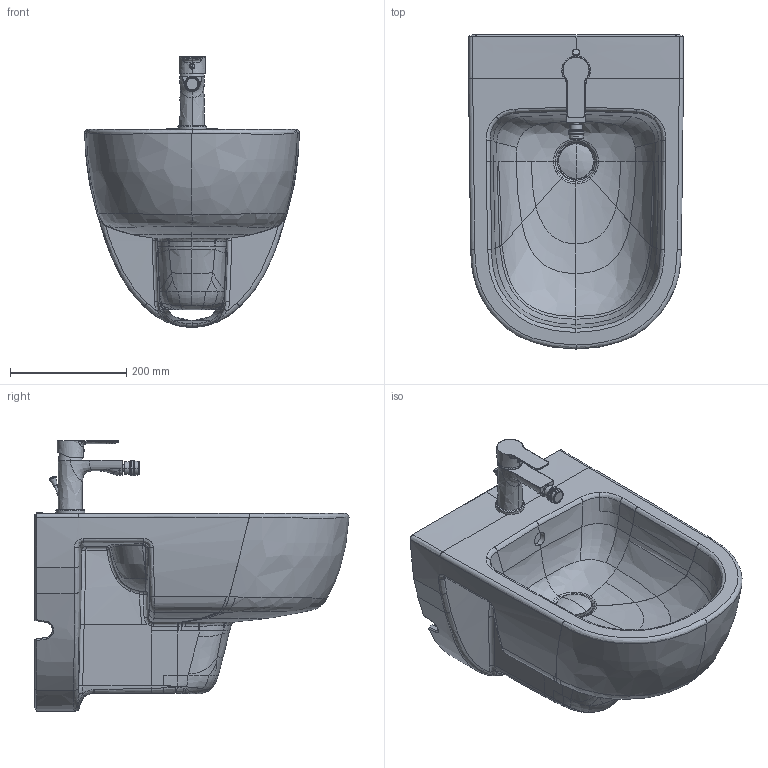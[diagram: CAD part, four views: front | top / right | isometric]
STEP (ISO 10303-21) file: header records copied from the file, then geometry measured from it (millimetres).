
FILE_DESCRIPTION(/* description */ (''),/* implementation_level */ '2;1');
FILE_NAME(/* name */ '272315',/* time_stamp */ '2024-11-27T08:04:22+01:00',/* author */ (''),/* organization */ (''),/* preprocessor_version */ 'ST-DEVELOPER v15',/* originating_system */ '',/* authorisation */ '');
FILE_SCHEMA (('AUTOMOTIVE_DESIGN'));
Length unit declared in the file: millimetre
Products named in the file (1): Document
Bounding box: 369.61 x 539.55 x 465.07 mm (x, y, z)
Volume: 26123 mm3; surface area: 1082010.7 mm2
Topology: 3 solids, 753 shells, 942 faces, 3936 edges, 3734 vertices
Faces by surface type: bspline 854, plane 88
Entity records: 129997 total; most frequent: CARTESIAN_POINT 108485, ORIENTED_EDGE 4336, EDGE_CURVE 3908, VERTEX_POINT 3734, B_SPLINE_CURVE_WITH_KNOTS 3473, EDGE_LOOP 965, ADVANCED_FACE 942, FACE_OUTER_BOUND 942
